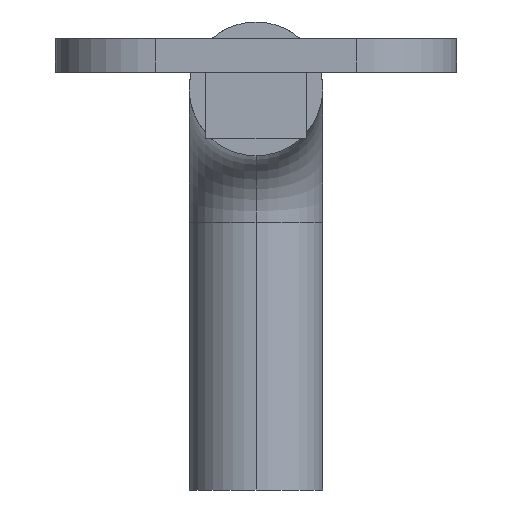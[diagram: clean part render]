
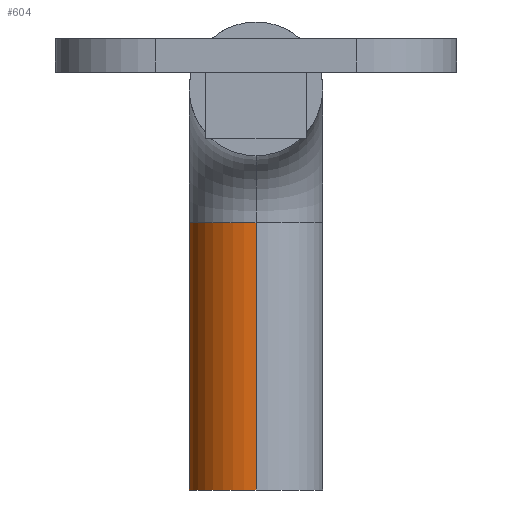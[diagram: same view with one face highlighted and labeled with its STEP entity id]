
A CAD part, left-side view. The second image highlights one B-rep face of the part: STEP entity #604.
In plain terms, the highlighted cylindrical face has radius 2 mm (diameter 4 mm), a partial arc.
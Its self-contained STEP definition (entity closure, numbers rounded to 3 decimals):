
#5 = VERTEX_POINT ( 'NONE', #264 ) ;
#10 = VERTEX_POINT ( 'NONE', #268 ) ;
#12 = VERTEX_POINT ( 'NONE', #269 ) ;
#40 = LINE ( 'NONE', #41, #923 ) ;
#41 = CARTESIAN_POINT ( 'NONE',  ( 148., 0., -4.5 ) ) ;
#42 = DIRECTION ( 'NONE',  ( 0., 0., -1. ) ) ;
#96 = CARTESIAN_POINT ( 'NONE',  ( 150., 0., -4.5 ) ) ;
#100 = DIRECTION ( 'NONE',  ( 0., 0., -1. ) ) ;
#101 = DIRECTION ( 'NONE',  ( -1., 0., 0. ) ) ;
#264 = CARTESIAN_POINT ( 'NONE',  ( 152., 0., -12.5 ) ) ;
#268 = CARTESIAN_POINT ( 'NONE',  ( 152., 0., -4.5 ) ) ;
#269 = CARTESIAN_POINT ( 'NONE',  ( 148., 0., -4.5 ) ) ;
#407 = CARTESIAN_POINT ( 'NONE',  ( 150., 0., -4.5 ) ) ;
#411 = LINE ( 'NONE', #412, #965 ) ;
#412 = CARTESIAN_POINT ( 'NONE',  ( 152., 0., -4.5 ) ) ;
#413 = DIRECTION ( 'NONE',  ( 0., 0., -1. ) ) ;
#417 = DIRECTION ( 'NONE',  ( 0., 0., 1. ) ) ;
#418 = DIRECTION ( 'NONE',  ( 1., 0., 0. ) ) ;
#419 = CARTESIAN_POINT ( 'NONE',  ( 150., 0., -12.5 ) ) ;
#423 = DIRECTION ( 'NONE',  ( 0., 0., 1. ) ) ;
#424 = DIRECTION ( 'NONE',  ( 1., 0., 0. ) ) ;
#583 = EDGE_CURVE ( 'NONE', #12, #1187, #40, .T. ) ;
#604 = ADVANCED_FACE ( 'NONE', ( #941 ), #925, .T. ) ;
#650 = EDGE_CURVE ( 'NONE', #10, #5, #411, .T. ) ;
#653 = EDGE_CURVE ( 'NONE', #10, #12, #700, .T. ) ;
#656 = EDGE_CURVE ( 'NONE', #5, #1187, #703, .T. ) ;
#700 = CIRCLE ( 'NONE', #964, 2. ) ;
#703 = CIRCLE ( 'NONE', #970, 2. ) ;
#859 = ORIENTED_EDGE ( 'NONE', *, *, #653, .F. ) ;
#860 = ORIENTED_EDGE ( 'NONE', *, *, #656, .T. ) ;
#861 = ORIENTED_EDGE ( 'NONE', *, *, #650, .T. ) ;
#862 = ORIENTED_EDGE ( 'NONE', *, *, #583, .F. ) ;
#888 = AXIS2_PLACEMENT_3D ( 'NONE', #96, #100, #101 ) ;
#923 = VECTOR ( 'NONE', #42, 1000. ) ;
#925 = CYLINDRICAL_SURFACE ( 'NONE', #888, 2. ) ;
#941 = FACE_OUTER_BOUND ( 'NONE', #1221, .T. ) ;
#964 = AXIS2_PLACEMENT_3D ( 'NONE', #407, #417, #418 ) ;
#965 = VECTOR ( 'NONE', #413, 1000. ) ;
#970 = AXIS2_PLACEMENT_3D ( 'NONE', #419, #423, #424 ) ;
#1119 = CARTESIAN_POINT ( 'NONE',  ( 148., 0., -12.5 ) ) ;
#1187 = VERTEX_POINT ( 'NONE', #1119 ) ;
#1221 = EDGE_LOOP ( 'NONE', ( #859, #861, #860, #862 ) ) ;
